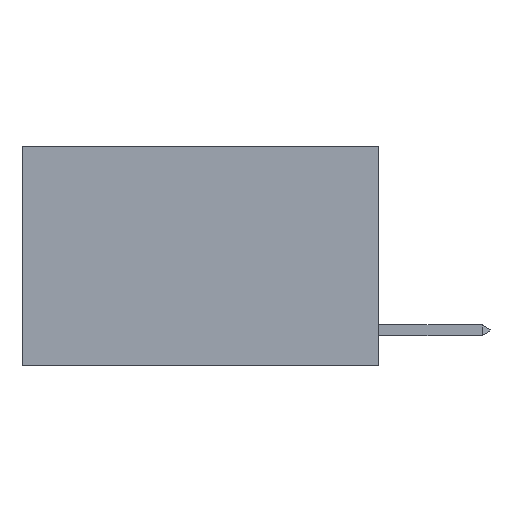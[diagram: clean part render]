
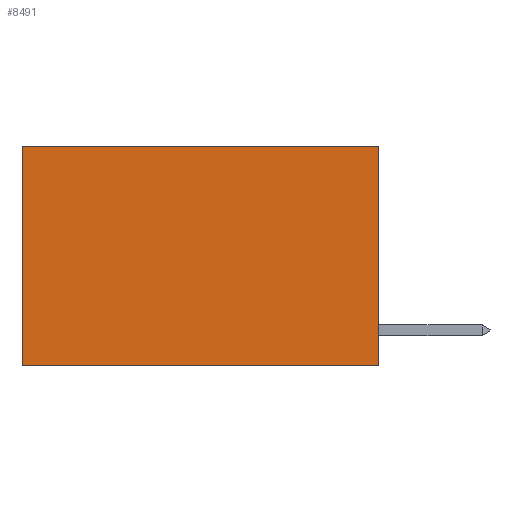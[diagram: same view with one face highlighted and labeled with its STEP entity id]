
A CAD part, left-side view. The second image highlights one B-rep face of the part: STEP entity #8491.
In plain terms, the highlighted planar face has unit normal (-1, 0, 0).
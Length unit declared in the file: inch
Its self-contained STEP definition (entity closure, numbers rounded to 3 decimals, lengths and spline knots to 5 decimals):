
#325 = CARTESIAN_POINT ( 'NONE',  ( 0.2625, 0., -0.37 ) ) ;
#599 = FACE_OUTER_BOUND ( 'NONE', #2349, .T. ) ;
#884 = CARTESIAN_POINT ( 'NONE',  ( 0.2625, 0., 0. ) ) ;
#998 = DIRECTION ( 'NONE',  ( 0., 0., -1. ) ) ;
#1142 = DIRECTION ( 'NONE',  ( 0., 0., -1. ) ) ;
#1370 = LINE ( 'NONE', #9815, #8574 ) ;
#1411 = VECTOR ( 'NONE', #1622, 39.37008 ) ;
#1479 = AXIS2_PLACEMENT_3D ( 'NONE', #4325, #9055, #998 ) ;
#1515 = CARTESIAN_POINT ( 'NONE',  ( 0.2625, 0., -0.37 ) ) ;
#1622 = DIRECTION ( 'NONE',  ( 0., 1., 0. ) ) ;
#1661 = DIRECTION ( 'NONE',  ( 0., 0., -1. ) ) ;
#1709 = VERTEX_POINT ( 'NONE', #4556 ) ;
#1790 = LINE ( 'NONE', #325, #1411 ) ;
#2299 = EDGE_CURVE ( 'NONE', #5567, #8708, #1790, .T. ) ;
#2349 = EDGE_LOOP ( 'NONE', ( #9083, #11480, #13151, #14586 ) ) ;
#4009 = EDGE_CURVE ( 'NONE', #1709, #8708, #10423, .T. ) ;
#4125 = EDGE_CURVE ( 'NONE', #10818, #5567, #1370, .T. ) ;
#4169 = CARTESIAN_POINT ( 'NONE',  ( 0.2625, 0., 0. ) ) ;
#4286 = CARTESIAN_POINT ( 'NONE',  ( 0.2625, 0.6, -0.37 ) ) ;
#4325 = CARTESIAN_POINT ( 'NONE',  ( 0.2625, 0., 0. ) ) ;
#4556 = CARTESIAN_POINT ( 'NONE',  ( 0.2625, 0.6, 0. ) ) ;
#5249 = PLANE ( 'NONE',  #1479 ) ;
#5567 = VERTEX_POINT ( 'NONE', #1515 ) ;
#6749 = DIRECTION ( 'NONE',  ( 0., 1., 0. ) ) ;
#8491 = ADVANCED_FACE ( 'NONE', ( #599 ), #5249, .F. ) ;
#8574 = VECTOR ( 'NONE', #1661, 39.37008 ) ;
#8708 = VERTEX_POINT ( 'NONE', #4286 ) ;
#9055 = DIRECTION ( 'NONE',  ( 1., 0., 0. ) ) ;
#9083 = ORIENTED_EDGE ( 'NONE', *, *, #4009, .T. ) ;
#9162 = EDGE_CURVE ( 'NONE', #10818, #1709, #9252, .T. ) ;
#9206 = CARTESIAN_POINT ( 'NONE',  ( 0.2625, 0.6, 0. ) ) ;
#9252 = LINE ( 'NONE', #884, #12710 ) ;
#9815 = CARTESIAN_POINT ( 'NONE',  ( 0.2625, 0., 0. ) ) ;
#10050 = VECTOR ( 'NONE', #1142, 39.37008 ) ;
#10423 = LINE ( 'NONE', #9206, #10050 ) ;
#10818 = VERTEX_POINT ( 'NONE', #4169 ) ;
#11480 = ORIENTED_EDGE ( 'NONE', *, *, #2299, .F. ) ;
#12710 = VECTOR ( 'NONE', #6749, 39.37008 ) ;
#13151 = ORIENTED_EDGE ( 'NONE', *, *, #4125, .F. ) ;
#14586 = ORIENTED_EDGE ( 'NONE', *, *, #9162, .T. ) ;
